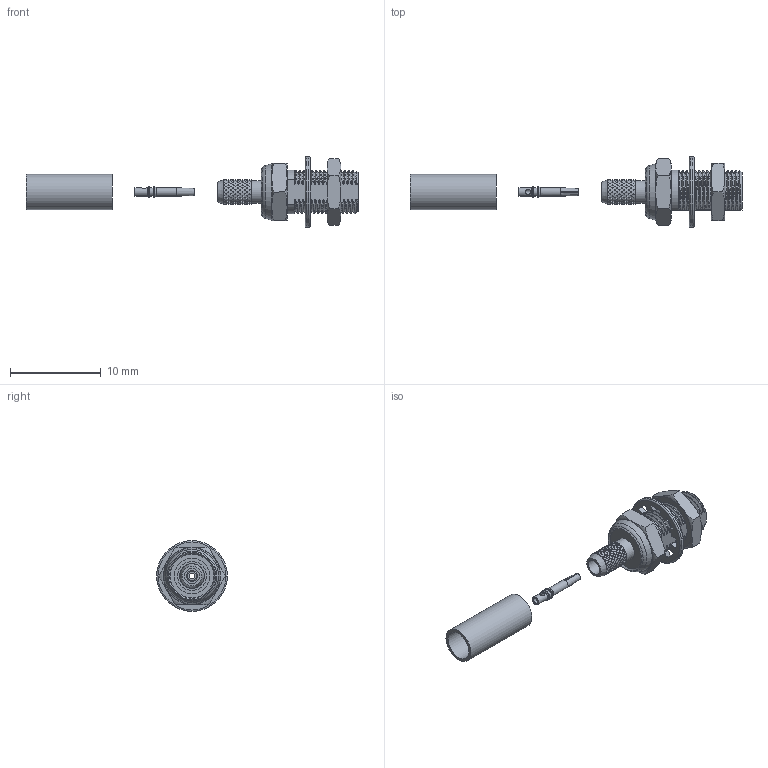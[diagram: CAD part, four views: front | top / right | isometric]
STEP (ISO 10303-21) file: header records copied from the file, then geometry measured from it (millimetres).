
FILE_DESCRIPTION(/* description */ ('Unknown'),/* implementation_level */ '2;1');
FILE_NAME(/* name */ '60626421110320',/* time_stamp */ '2019-04-05T09:36:41+02:00',/* author */ ('Unknown'),/* organization */ ('Unknown'),/* preprocessor_version */ 'ST-DEVELOPER v16.7',/* originating_system */ 'DEX',/* authorisation */ $);
FILE_SCHEMA (('AUTOMOTIVE_DESIGN {1 0 10303 214 3 1 1}'));
Products named in the file (1): 60626421110320
Bounding box: 36.56 x 7.8 x 7.8 mm (x, y, z)
Volume: 255.4 mm3; surface area: 1014.1 mm2
Topology: 4 solids, 4 shells, 1499 faces, 3280 edges, 1777 vertices
Faces by surface type: bspline 995, cylinder 354, plane 125, cone 18, torus 7
Full cylindrical faces by diameter (mm): 0.6 x2, 0.96 x5, 1.157 x1, 1.2 x2, 1.38 x1, 1.52 x1, 1.7 x2, 2.5 x2, 2.89 x1, 2.9 x1, 3.2 x1, 3.45 x1, 3.9 x1, 5.1 x1, 7.8 x1
Entity records: 81078 total; most frequent: CARTESIAN_POINT 49998, ORIENTED_EDGE 6416, EDGE_CURVE 3208, VERTEX_POINT 1752, DIRECTION 1728, EDGE_LOOP 1590, FACE_BOUND 1590, ADVANCED_FACE 1498
